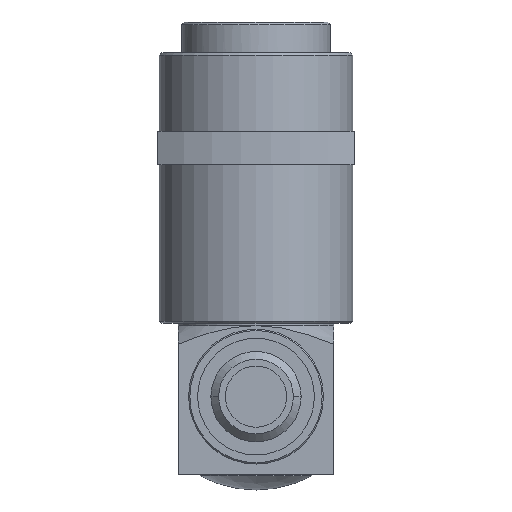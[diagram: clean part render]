
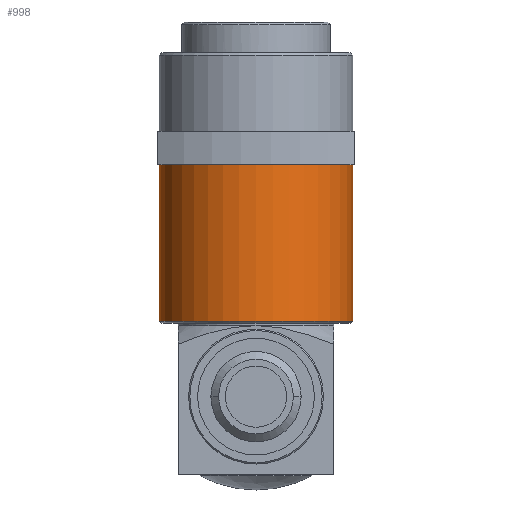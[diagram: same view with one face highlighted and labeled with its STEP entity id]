
A CAD part, front view. The second image highlights one B-rep face of the part: STEP entity #998.
In plain terms, the highlighted cylindrical face has radius 4.74 mm (diameter 9.48 mm), a partial arc.
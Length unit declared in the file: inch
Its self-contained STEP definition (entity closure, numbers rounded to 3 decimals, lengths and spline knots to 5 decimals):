
#342 = DIRECTION ( 'NONE',  ( 1., 0., 0. ) ) ;
#592 = CIRCLE ( 'NONE', #920, 0.18661 ) ;
#687 = ORIENTED_EDGE ( 'NONE', *, *, #7512, .T. ) ;
#817 = EDGE_CURVE ( 'NONE', #1471, #3797, #2582, .T. ) ;
#920 = AXIS2_PLACEMENT_3D ( 'NONE', #3774, #6807, #7455 ) ;
#998 = ADVANCED_FACE ( 'NONE', ( #5281 ), #6761, .T. ) ;
#1016 = CARTESIAN_POINT ( 'NONE',  ( -0.18661, 0., -0.33321 ) ) ;
#1067 = CARTESIAN_POINT ( 'NONE',  ( 0.18661, 0., -0.33321 ) ) ;
#1471 = VERTEX_POINT ( 'NONE', #1016 ) ;
#1577 = CARTESIAN_POINT ( 'NONE',  ( -0.18661, 0., -0.03248 ) ) ;
#1636 = ORIENTED_EDGE ( 'NONE', *, *, #817, .F. ) ;
#1932 = CARTESIAN_POINT ( 'NONE',  ( 0., 0., -0.33321 ) ) ;
#2083 = VERTEX_POINT ( 'NONE', #1067 ) ;
#2112 = VERTEX_POINT ( 'NONE', #4145 ) ;
#2582 = LINE ( 'NONE', #2938, #3983 ) ;
#2761 = AXIS2_PLACEMENT_3D ( 'NONE', #1932, #5440, #6141 ) ;
#2938 = CARTESIAN_POINT ( 'NONE',  ( -0.18661, 0., -1.70204 ) ) ;
#3329 = EDGE_LOOP ( 'NONE', ( #1636, #6026, #687, #7479 ) ) ;
#3331 = DIRECTION ( 'NONE',  ( 0., 0., 1. ) ) ;
#3774 = CARTESIAN_POINT ( 'NONE',  ( 0., 0., -0.03248 ) ) ;
#3797 = VERTEX_POINT ( 'NONE', #1577 ) ;
#3983 = VECTOR ( 'NONE', #7694, 39.37008 ) ;
#4145 = CARTESIAN_POINT ( 'NONE',  ( 0.18661, 0., -0.03248 ) ) ;
#4235 = EDGE_CURVE ( 'NONE', #1471, #2083, #7060, .T. ) ;
#4627 = DIRECTION ( 'NONE',  ( 0., 0., 1. ) ) ;
#5096 = AXIS2_PLACEMENT_3D ( 'NONE', #5714, #3331, #342 ) ;
#5281 = FACE_OUTER_BOUND ( 'NONE', #3329, .T. ) ;
#5440 = DIRECTION ( 'NONE',  ( 0., 0., 1. ) ) ;
#5714 = CARTESIAN_POINT ( 'NONE',  ( 0., 0., -1.70204 ) ) ;
#5883 = EDGE_CURVE ( 'NONE', #2112, #3797, #592, .T. ) ;
#6026 = ORIENTED_EDGE ( 'NONE', *, *, #4235, .T. ) ;
#6141 = DIRECTION ( 'NONE',  ( -1., 0., 0. ) ) ;
#6412 = CARTESIAN_POINT ( 'NONE',  ( 0.18661, 0., -1.70204 ) ) ;
#6642 = LINE ( 'NONE', #6412, #7273 ) ;
#6761 = CYLINDRICAL_SURFACE ( 'NONE', #5096, 0.18661 ) ;
#6807 = DIRECTION ( 'NONE',  ( 0., 0., -1. ) ) ;
#7060 = CIRCLE ( 'NONE', #2761, 0.18661 ) ;
#7273 = VECTOR ( 'NONE', #4627, 39.37008 ) ;
#7455 = DIRECTION ( 'NONE',  ( -1., 0., 0. ) ) ;
#7479 = ORIENTED_EDGE ( 'NONE', *, *, #5883, .T. ) ;
#7512 = EDGE_CURVE ( 'NONE', #2083, #2112, #6642, .T. ) ;
#7694 = DIRECTION ( 'NONE',  ( 0., 0., 1. ) ) ;
